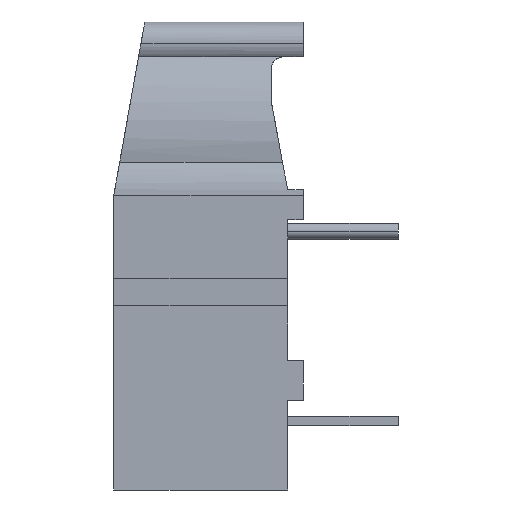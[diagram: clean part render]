
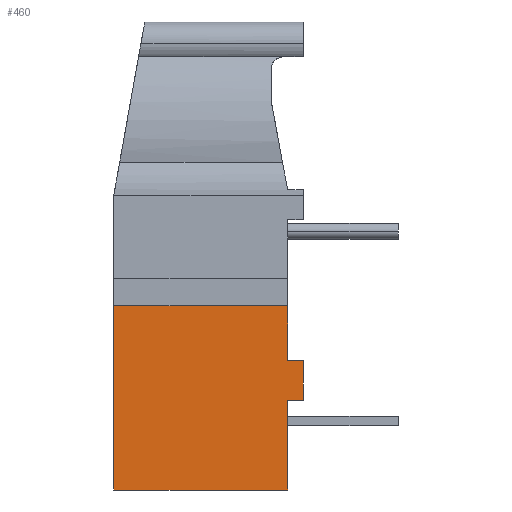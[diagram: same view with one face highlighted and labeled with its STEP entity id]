
A CAD part, left-side view. The second image highlights one B-rep face of the part: STEP entity #460.
In plain terms, the highlighted face is planar.
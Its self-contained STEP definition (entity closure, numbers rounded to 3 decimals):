
#13 = AXIS2_PLACEMENT_3D ( 'NONE', #1773, #3522, #2960 ) ;
#86 = CARTESIAN_POINT ( 'NONE',  ( -4.198, 0., 5.08 ) ) ;
#115 = VECTOR ( 'NONE', #2855, 1000. ) ;
#188 = FACE_OUTER_BOUND ( 'NONE', #3228, .T. ) ;
#195 = ORIENTED_EDGE ( 'NONE', *, *, #1473, .F. ) ;
#232 = LINE ( 'NONE', #1429, #3229 ) ;
#300 = DIRECTION ( 'NONE',  ( 0., 1., 0. ) ) ;
#322 = EDGE_CURVE ( 'NONE', #3213, #3598, #2602, .T. ) ;
#354 = ORIENTED_EDGE ( 'NONE', *, *, #2272, .F. ) ;
#367 = CARTESIAN_POINT ( 'NONE',  ( -1.998, 7.62, 5.08 ) ) ;
#410 = DIRECTION ( 'NONE',  ( 1., 0., 0. ) ) ;
#460 = ADVANCED_FACE ( 'NONE', ( #188 ), #921, .F. ) ;
#480 = VERTEX_POINT ( 'NONE', #3303 ) ;
#500 = LINE ( 'NONE', #367, #115 ) ;
#531 = VERTEX_POINT ( 'NONE', #1574 ) ;
#555 = EDGE_CURVE ( 'NONE', #480, #3550, #2832, .T. ) ;
#646 = DIRECTION ( 'NONE',  ( 0., -1., 0. ) ) ;
#722 = VERTEX_POINT ( 'NONE', #1400 ) ;
#771 = CARTESIAN_POINT ( 'NONE',  ( -9.398, 0.635, 5.08 ) ) ;
#776 = EDGE_CURVE ( 'NONE', #2304, #531, #1246, .T. ) ;
#797 = VECTOR ( 'NONE', #3080, 1000. ) ;
#817 = LINE ( 'NONE', #86, #3535 ) ;
#850 = ORIENTED_EDGE ( 'NONE', *, *, #555, .T. ) ;
#874 = EDGE_CURVE ( 'NONE', #480, #3213, #232, .T. ) ;
#921 = PLANE ( 'NONE',  #13 ) ;
#1183 = CARTESIAN_POINT ( 'NONE',  ( -4.198, 0.635, 5.08 ) ) ;
#1223 = ORIENTED_EDGE ( 'NONE', *, *, #1746, .T. ) ;
#1246 = LINE ( 'NONE', #1670, #3475 ) ;
#1272 = ORIENTED_EDGE ( 'NONE', *, *, #874, .F. ) ;
#1400 = CARTESIAN_POINT ( 'NONE',  ( -4.198, 0.635, 5.08 ) ) ;
#1412 = LINE ( 'NONE', #1183, #2124 ) ;
#1429 = CARTESIAN_POINT ( 'NONE',  ( -5.798, 0., 5.08 ) ) ;
#1473 = EDGE_CURVE ( 'NONE', #722, #3550, #817, .T. ) ;
#1574 = CARTESIAN_POINT ( 'NONE',  ( -1.998, 7.62, 5.08 ) ) ;
#1632 = ORIENTED_EDGE ( 'NONE', *, *, #322, .F. ) ;
#1670 = CARTESIAN_POINT ( 'NONE',  ( -9.398, 7.62, 5.08 ) ) ;
#1746 = EDGE_CURVE ( 'NONE', #2304, #3598, #1767, .T. ) ;
#1760 = DIRECTION ( 'NONE',  ( -1., 0., 0. ) ) ;
#1767 = LINE ( 'NONE', #1958, #2811 ) ;
#1773 = CARTESIAN_POINT ( 'NONE',  ( -9.398, 7.62, 5.08 ) ) ;
#1861 = CARTESIAN_POINT ( 'NONE',  ( -9.398, 0., 5.08 ) ) ;
#1883 = EDGE_CURVE ( 'NONE', #3613, #722, #1412, .T. ) ;
#1958 = CARTESIAN_POINT ( 'NONE',  ( -9.398, 7.62, 5.08 ) ) ;
#2124 = VECTOR ( 'NONE', #1760, 1000. ) ;
#2272 = EDGE_CURVE ( 'NONE', #531, #3613, #500, .T. ) ;
#2304 = VERTEX_POINT ( 'NONE', #3173 ) ;
#2318 = CARTESIAN_POINT ( 'NONE',  ( -4.198, 0., 5.08 ) ) ;
#2364 = CARTESIAN_POINT ( 'NONE',  ( -9.398, 0.635, 5.08 ) ) ;
#2414 = ORIENTED_EDGE ( 'NONE', *, *, #776, .F. ) ;
#2566 = ORIENTED_EDGE ( 'NONE', *, *, #1883, .F. ) ;
#2602 = LINE ( 'NONE', #771, #797 ) ;
#2786 = VECTOR ( 'NONE', #410, 1000. ) ;
#2811 = VECTOR ( 'NONE', #3400, 1000. ) ;
#2832 = LINE ( 'NONE', #1861, #2786 ) ;
#2855 = DIRECTION ( 'NONE',  ( 0., -1., 0. ) ) ;
#2960 = DIRECTION ( 'NONE',  ( -1., 0., 0. ) ) ;
#3080 = DIRECTION ( 'NONE',  ( -1., 0., 0. ) ) ;
#3173 = CARTESIAN_POINT ( 'NONE',  ( -9.398, 7.62, 5.08 ) ) ;
#3213 = VERTEX_POINT ( 'NONE', #3586 ) ;
#3228 = EDGE_LOOP ( 'NONE', ( #1223, #1632, #1272, #850, #195, #2566, #354, #2414 ) ) ;
#3229 = VECTOR ( 'NONE', #300, 1000. ) ;
#3303 = CARTESIAN_POINT ( 'NONE',  ( -5.798, 0., 5.08 ) ) ;
#3400 = DIRECTION ( 'NONE',  ( 0., -1., 0. ) ) ;
#3475 = VECTOR ( 'NONE', #3714, 1000. ) ;
#3522 = DIRECTION ( 'NONE',  ( 0., 0., -1. ) ) ;
#3533 = CARTESIAN_POINT ( 'NONE',  ( -1.998, 0.635, 5.08 ) ) ;
#3535 = VECTOR ( 'NONE', #646, 1000. ) ;
#3550 = VERTEX_POINT ( 'NONE', #2318 ) ;
#3586 = CARTESIAN_POINT ( 'NONE',  ( -5.798, 0.635, 5.08 ) ) ;
#3598 = VERTEX_POINT ( 'NONE', #2364 ) ;
#3613 = VERTEX_POINT ( 'NONE', #3533 ) ;
#3714 = DIRECTION ( 'NONE',  ( 1., 0., 0. ) ) ;
